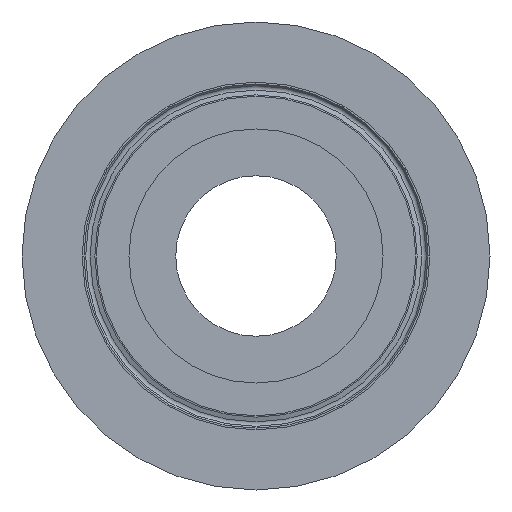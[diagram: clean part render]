
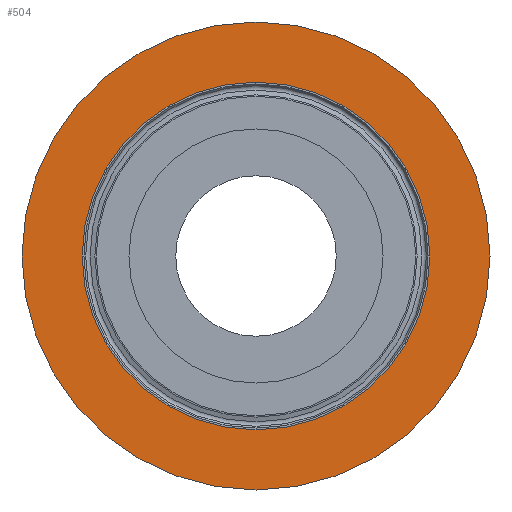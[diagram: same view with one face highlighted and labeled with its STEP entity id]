
A CAD part, left-side view. The second image highlights one B-rep face of the part: STEP entity #504.
In plain terms, the highlighted planar face has unit normal (-1, 0, 0).
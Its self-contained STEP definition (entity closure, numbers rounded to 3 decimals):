
#33=FACE_BOUND('',#142,.T.);
#43=PLANE('',#573);
#104=FACE_OUTER_BOUND('',#141,.T.);
#141=EDGE_LOOP('',(#378));
#142=EDGE_LOOP('',(#379));
#186=CIRCLE('',#560,13.);
#187=CIRCLE('',#562,17.5);
#237=VERTEX_POINT('',#854);
#238=VERTEX_POINT('',#858);
#282=EDGE_CURVE('',#237,#237,#186,.T.);
#284=EDGE_CURVE('',#238,#238,#187,.T.);
#378=ORIENTED_EDGE('',*,*,#284,.T.);
#379=ORIENTED_EDGE('',*,*,#282,.T.);
#504=ADVANCED_FACE('',(#104,#33),#43,.F.);
#560=AXIS2_PLACEMENT_3D('',#855,#661,#662);
#562=AXIS2_PLACEMENT_3D('',#859,#666,#667);
#573=AXIS2_PLACEMENT_3D('',#877,#691,#692);
#661=DIRECTION('center_axis',(1.,0.,0.));
#662=DIRECTION('ref_axis',(0.,0.,-1.));
#666=DIRECTION('center_axis',(-1.,0.,0.));
#667=DIRECTION('ref_axis',(0.,0.,1.));
#691=DIRECTION('center_axis',(1.,0.,0.));
#692=DIRECTION('ref_axis',(0.,0.,-1.));
#854=CARTESIAN_POINT('',(0.,0.,13.));
#855=CARTESIAN_POINT('Origin',(0.,0.,0.));
#858=CARTESIAN_POINT('',(0.,0.,-17.5));
#859=CARTESIAN_POINT('Origin',(0.,0.,0.));
#877=CARTESIAN_POINT('Origin',(0.,0.,-6.));
